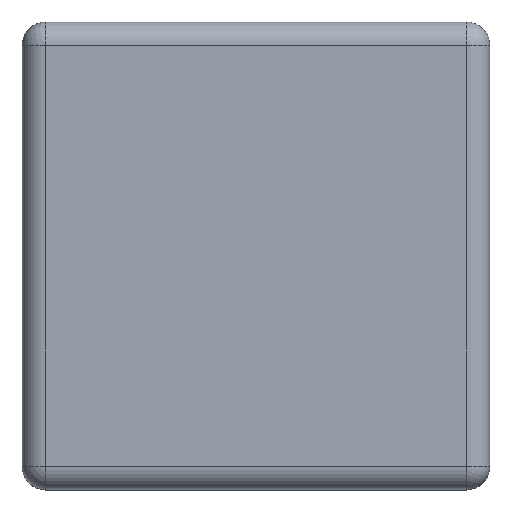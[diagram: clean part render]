
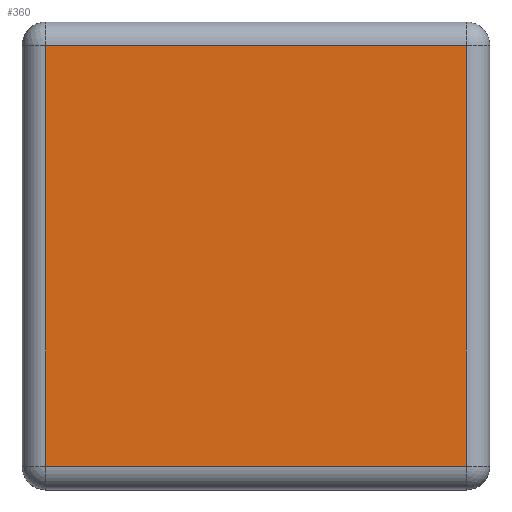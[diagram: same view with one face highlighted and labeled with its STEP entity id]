
A CAD part, top view. The second image highlights one B-rep face of the part: STEP entity #360.
In plain terms, the highlighted planar face has unit normal (0, 0, 1).
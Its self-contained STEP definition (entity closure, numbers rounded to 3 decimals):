
#22=PLANE('',#430);
#37=LINE('',#636,#61);
#39=LINE('',#639,#63);
#43=LINE('',#645,#67);
#45=LINE('',#648,#69);
#61=VECTOR('',#527,10.);
#63=VECTOR('',#531,10.);
#67=VECTOR('',#539,10.);
#69=VECTOR('',#543,10.);
#108=FACE_OUTER_BOUND('',#134,.T.);
#134=EDGE_LOOP('',(#323,#324,#325,#326));
#160=VERTEX_POINT('',#560);
#166=VERTEX_POINT('',#577);
#169=VERTEX_POINT('',#584);
#178=VERTEX_POINT('',#614);
#221=EDGE_CURVE('',#169,#178,#37,.T.);
#223=EDGE_CURVE('',#178,#166,#39,.T.);
#227=EDGE_CURVE('',#160,#169,#43,.T.);
#229=EDGE_CURVE('',#166,#160,#45,.T.);
#323=ORIENTED_EDGE('',*,*,#221,.F.);
#324=ORIENTED_EDGE('',*,*,#227,.F.);
#325=ORIENTED_EDGE('',*,*,#229,.F.);
#326=ORIENTED_EDGE('',*,*,#223,.F.);
#360=ADVANCED_FACE('',(#108),#22,.T.);
#430=AXIS2_PLACEMENT_3D('',#655,#555,#556);
#527=DIRECTION('',(1.,0.,0.));
#531=DIRECTION('',(0.,-1.,0.));
#539=DIRECTION('',(0.,1.,0.));
#543=DIRECTION('',(-1.,0.,0.));
#555=DIRECTION('center_axis',(0.,0.,1.));
#556=DIRECTION('ref_axis',(1.,0.,0.));
#560=CARTESIAN_POINT('',(-4.5,-4.5,2.5));
#577=CARTESIAN_POINT('',(4.5,-4.5,2.5));
#584=CARTESIAN_POINT('',(-4.5,4.5,2.5));
#614=CARTESIAN_POINT('',(4.5,4.5,2.5));
#636=CARTESIAN_POINT('',(2.5,4.5,2.5));
#639=CARTESIAN_POINT('',(4.5,-2.5,2.5));
#645=CARTESIAN_POINT('',(-4.5,2.5,2.5));
#648=CARTESIAN_POINT('',(-2.5,-4.5,2.5));
#655=CARTESIAN_POINT('Origin',(0.,0.,2.5));
